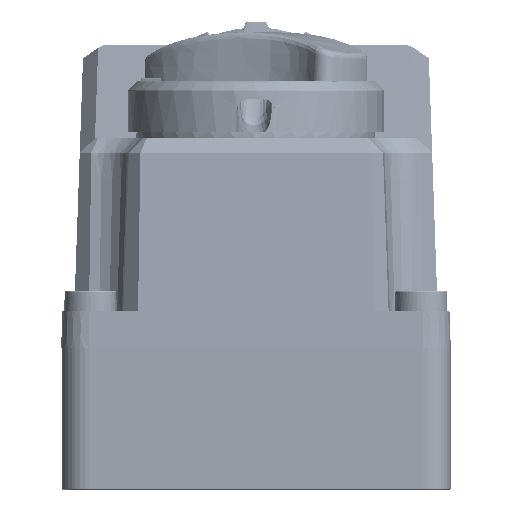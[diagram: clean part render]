
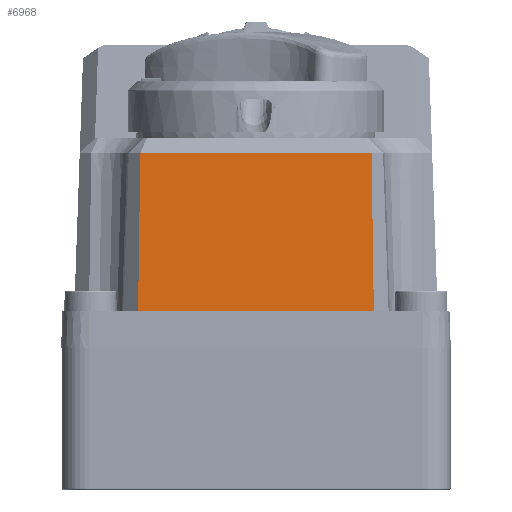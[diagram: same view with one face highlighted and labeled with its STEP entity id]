
A CAD part, left-side view. The second image highlights one B-rep face of the part: STEP entity #6968.
In plain terms, the highlighted face is planar.
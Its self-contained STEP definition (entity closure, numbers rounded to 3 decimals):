
#4295=FACE_OUTER_BOUND('',#13103,.T.);
#6968=ADVANCED_FACE('',(#4295),#8696,.T.);
#8696=PLANE('',#49169);
#13103=EDGE_LOOP('',(#23503,#23504,#23505,#23506));
#23503=ORIENTED_EDGE('',*,*,#38368,.T.);
#23504=ORIENTED_EDGE('',*,*,#38369,.T.);
#23505=ORIENTED_EDGE('',*,*,#37721,.T.);
#23506=ORIENTED_EDGE('',*,*,#38367,.F.);
#32167=VERTEX_POINT('',#102658);
#32168=VERTEX_POINT('',#102660);
#32583=VERTEX_POINT('',#104533);
#32584=VERTEX_POINT('',#104537);
#37721=EDGE_CURVE('',#32168,#32167,#42776,.T.);
#38367=EDGE_CURVE('',#32583,#32167,#43152,.T.);
#38368=EDGE_CURVE('',#32583,#32584,#43153,.T.);
#38369=EDGE_CURVE('',#32584,#32168,#43154,.T.);
#42776=LINE('',#102659,#45217);
#43152=LINE('',#104534,#45593);
#43153=LINE('',#104536,#45594);
#43154=LINE('',#104538,#45595);
#45217=VECTOR('',#55580,1.);
#45593=VECTOR('',#56864,1.);
#45594=VECTOR('',#56867,1.);
#45595=VECTOR('',#56868,1.);
#49169=AXIS2_PLACEMENT_3D('',#104539,#56869,#56870);
#55580=DIRECTION('',(0.,1.,0.));
#56864=DIRECTION('',(0.035,0.014,-0.999));
#56867=DIRECTION('',(0.,-1.,0.));
#56868=DIRECTION('',(0.035,-0.014,-0.999));
#56869=DIRECTION('',(0.999,0.,0.035));
#56870=DIRECTION('',(0.,-1.,0.));
#102658=CARTESIAN_POINT('',(218.,36.,0.));
#102659=CARTESIAN_POINT('',(218.,-36.,0.));
#102660=CARTESIAN_POINT('',(218.,-36.,0.));
#104533=CARTESIAN_POINT('',(216.317,35.303,48.203));
#104534=CARTESIAN_POINT('',(216.317,35.303,48.203));
#104536=CARTESIAN_POINT('',(216.317,35.303,48.203));
#104537=CARTESIAN_POINT('',(216.317,-35.303,48.203));
#104538=CARTESIAN_POINT('',(216.317,-35.303,48.203));
#104539=CARTESIAN_POINT('',(218.,-56.7,0.));
